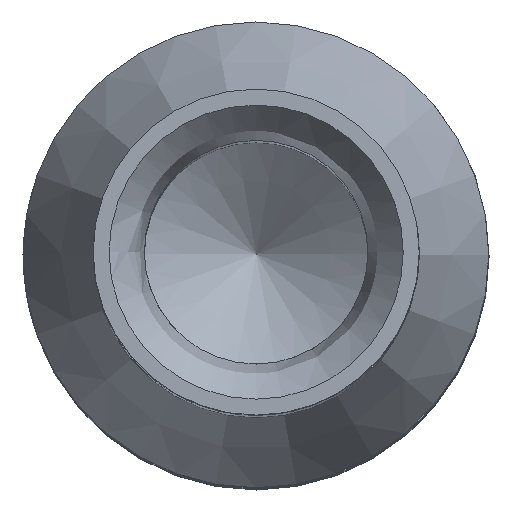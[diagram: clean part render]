
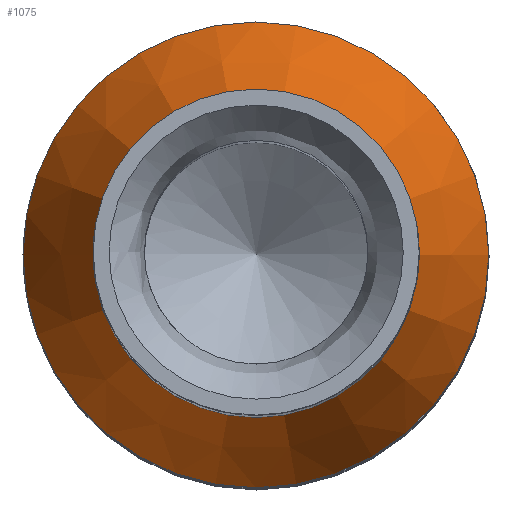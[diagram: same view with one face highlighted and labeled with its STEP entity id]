
A CAD part, top view. The second image highlights one B-rep face of the part: STEP entity #1075.
In plain terms, the highlighted conical face has half-angle 24.513 degrees and reference radius 1.75 mm.
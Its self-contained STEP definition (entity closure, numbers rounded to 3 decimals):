
#961=CONICAL_SURFACE('',#4013,1.75,24.513);
#1075=ADVANCED_FACE('',(#1277,#1278),#961,.T.);
#1277=FACE_BOUND('',#1347,.T.);
#1278=FACE_BOUND('',#1348,.T.);
#1347=EDGE_LOOP('',(#1586,#1587));
#1348=EDGE_LOOP('',(#1588));
#1586=ORIENTED_EDGE('',*,*,#2444,.T.);
#1587=ORIENTED_EDGE('',*,*,#2445,.T.);
#1588=ORIENTED_EDGE('',*,*,#2443,.F.);
#2214=VERTEX_POINT('',#5477);
#2215=VERTEX_POINT('',#5489);
#2216=VERTEX_POINT('',#5490);
#2443=EDGE_CURVE('',#2214,#2214,#2769,.T.);
#2444=EDGE_CURVE('',#2215,#2216,#2700,.T.);
#2445=EDGE_CURVE('',#2216,#2215,#2701,.T.);
#2700=B_SPLINE_CURVE_WITH_KNOTS('',3,(#5479,#5480,#5481,#5482,#5483,#5484,
#5485,#5486,#5487,#5488),.UNSPECIFIED.,.F.,.F.,(4,2,2,2,4),(0.,0.25,0.5,
0.75,1.),.UNSPECIFIED.);
#2701=B_SPLINE_CURVE_WITH_KNOTS('',3,(#5491,#5492,#5493,#5494,#5495,#5496,
#5497,#5498,#5499,#5500),.UNSPECIFIED.,.F.,.F.,(4,2,2,2,4),(0.,0.25,0.5,
0.75,1.),.UNSPECIFIED.);
#2769=CIRCLE('',#4011,1.75);
#4011=AXIS2_PLACEMENT_3D('',#5476,#4408,#4409);
#4013=AXIS2_PLACEMENT_3D('',#5501,#4412,#4413);
#4408=DIRECTION('',(0.,0.,-1.));
#4409=DIRECTION('',(-1.,0.,0.));
#4412=DIRECTION('',(0.,0.,-1.));
#4413=DIRECTION('',(-1.,0.,0.));
#5476=CARTESIAN_POINT('',(-0.002,0.,9.5));
#5477=CARTESIAN_POINT('',(-1.752,0.,9.5));
#5479=CARTESIAN_POINT('',(-0.001,-0.9,11.364));
#5480=CARTESIAN_POINT('',(-0.237,-0.9,11.364));
#5481=CARTESIAN_POINT('',(-0.471,-0.803,11.364));
#5482=CARTESIAN_POINT('',(-0.805,-0.47,11.364));
#5483=CARTESIAN_POINT('',(-0.902,-0.236,11.364));
#5484=CARTESIAN_POINT('',(-0.902,0.236,11.364));
#5485=CARTESIAN_POINT('',(-0.805,0.47,11.364));
#5486=CARTESIAN_POINT('',(-0.471,0.803,11.364));
#5487=CARTESIAN_POINT('',(-0.237,0.9,11.364));
#5488=CARTESIAN_POINT('',(-0.001,0.9,11.364));
#5489=CARTESIAN_POINT('',(-0.001,-0.9,11.364));
#5490=CARTESIAN_POINT('',(-0.001,0.9,11.364));
#5491=CARTESIAN_POINT('',(-0.001,0.9,11.364));
#5492=CARTESIAN_POINT('',(0.234,0.9,11.363));
#5493=CARTESIAN_POINT('',(0.469,0.804,11.362));
#5494=CARTESIAN_POINT('',(0.802,0.47,11.36));
#5495=CARTESIAN_POINT('',(0.9,0.236,11.36));
#5496=CARTESIAN_POINT('',(0.9,-0.236,11.36));
#5497=CARTESIAN_POINT('',(0.802,-0.47,11.36));
#5498=CARTESIAN_POINT('',(0.469,-0.804,11.362));
#5499=CARTESIAN_POINT('',(0.234,-0.9,11.363));
#5500=CARTESIAN_POINT('',(-0.001,-0.9,11.364));
#5501=CARTESIAN_POINT('',(-0.002,0.,9.5));
